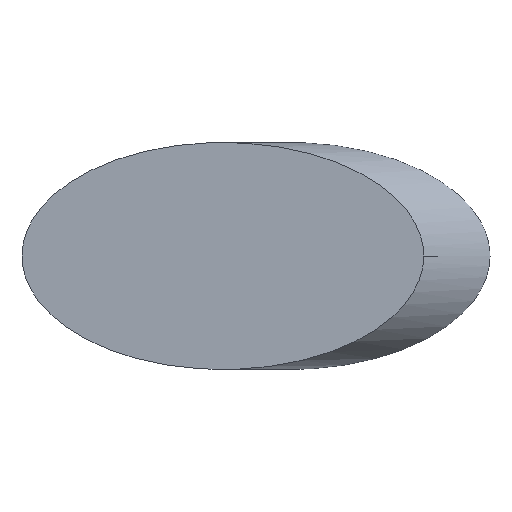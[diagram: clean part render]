
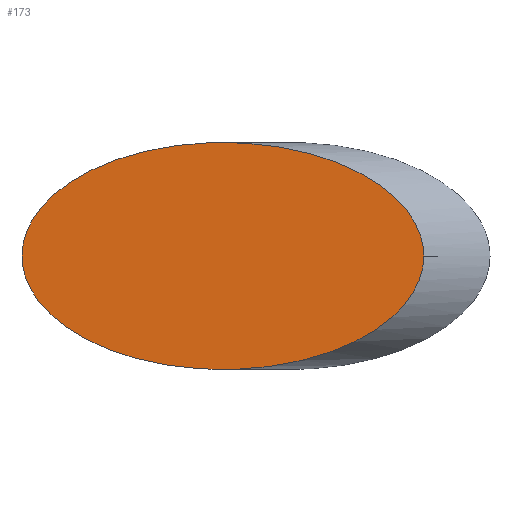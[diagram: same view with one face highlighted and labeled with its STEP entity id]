
A CAD part, left-side view. The second image highlights one B-rep face of the part: STEP entity #173.
In plain terms, the highlighted planar face has unit normal (-1, 0, 0).
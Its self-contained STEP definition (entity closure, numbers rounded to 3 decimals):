
#17 = VERTEX_POINT ( 'NONE', #34 ) ;
#18 = VERTEX_POINT ( 'NONE', #116 ) ;
#21 = CARTESIAN_POINT ( 'NONE',  ( -1., 10.301, 0. ) ) ;
#22 = CARTESIAN_POINT ( 'NONE',  ( -1., -7.384, 10. ) ) ;
#34 = CARTESIAN_POINT ( 'NONE',  ( -1., 10.301, 0. ) ) ;
#44 = CARTESIAN_POINT ( 'NONE',  ( -1., 10.301, 10. ) ) ;
#48 = CARTESIAN_POINT ( 'NONE',  ( -1., 10.301, 0. ) ) ;
#57 = EDGE_CURVE ( 'NONE', #18, #17, #65, .T. ) ;
#65 =( BOUNDED_CURVE ( )  B_SPLINE_CURVE ( 3, ( #131, #22, #44, #48 ),
 .UNSPECIFIED., .F., .F. ) 
 B_SPLINE_CURVE_WITH_KNOTS ( ( 4, 4 ),
 ( 3.142, 6.283 ),
 .UNSPECIFIED. ) 
 CURVE ( )  GEOMETRIC_REPRESENTATION_ITEM ( )  RATIONAL_B_SPLINE_CURVE ( ( 1., 0.333, 0.333, 1. ) ) 
 REPRESENTATION_ITEM ( '' )  );
#76 = CARTESIAN_POINT ( 'NONE',  ( -1., -7.384, -10. ) ) ;
#79 = DIRECTION ( 'NONE',  ( -1., 0., 0. ) ) ;
#80 = AXIS2_PLACEMENT_3D ( 'NONE', #93, #79, #119 ) ;
#83 = EDGE_LOOP ( 'NONE', ( #156, #151 ) ) ;
#84 = EDGE_CURVE ( 'NONE', #17, #18, #122, .T. ) ;
#93 = CARTESIAN_POINT ( 'NONE',  ( -1., 10.301, -5. ) ) ;
#104 = PLANE ( 'NONE',  #80 ) ;
#114 = CARTESIAN_POINT ( 'NONE',  ( -1., -7.384, 0. ) ) ;
#116 = CARTESIAN_POINT ( 'NONE',  ( -1., -7.384, 0. ) ) ;
#119 = DIRECTION ( 'NONE',  ( 0., 0., 1. ) ) ;
#122 =( BOUNDED_CURVE ( )  B_SPLINE_CURVE ( 3, ( #21, #167, #76, #114 ),
 .UNSPECIFIED., .F., .T. ) 
 B_SPLINE_CURVE_WITH_KNOTS ( ( 4, 4 ),
 ( 0., 3.142 ),
 .UNSPECIFIED. ) 
 CURVE ( )  GEOMETRIC_REPRESENTATION_ITEM ( )  RATIONAL_B_SPLINE_CURVE ( ( 1., 0.333, 0.333, 1. ) ) 
 REPRESENTATION_ITEM ( '' )  );
#131 = CARTESIAN_POINT ( 'NONE',  ( -1., -7.384, 0. ) ) ;
#151 = ORIENTED_EDGE ( 'NONE', *, *, #84, .T. ) ;
#156 = ORIENTED_EDGE ( 'NONE', *, *, #57, .T. ) ;
#167 = CARTESIAN_POINT ( 'NONE',  ( -1., 10.301, -10. ) ) ;
#169 = FACE_OUTER_BOUND ( 'NONE', #83, .T. ) ;
#173 = ADVANCED_FACE ( 'NONE', ( #169 ), #104, .T. ) ;
